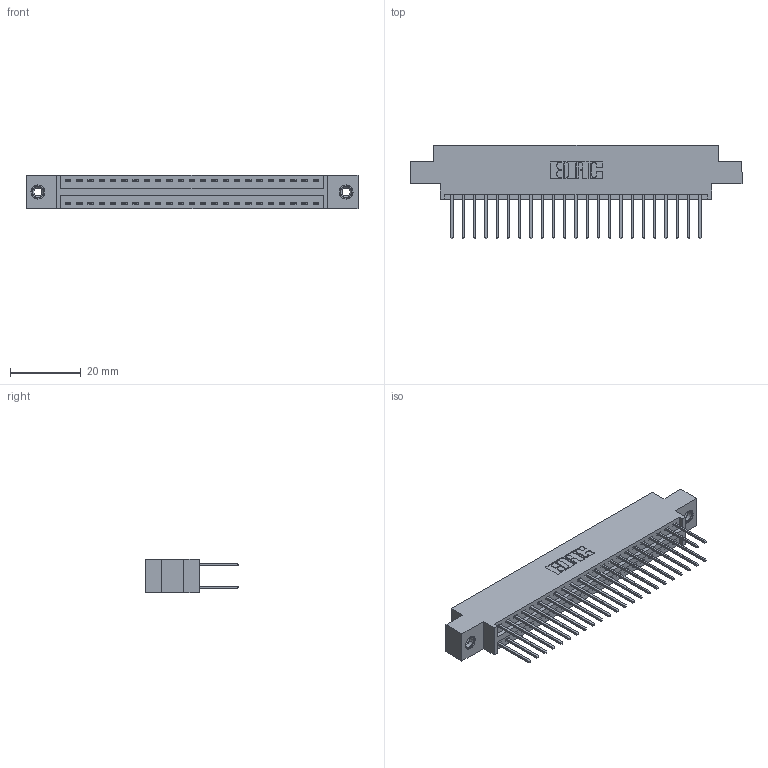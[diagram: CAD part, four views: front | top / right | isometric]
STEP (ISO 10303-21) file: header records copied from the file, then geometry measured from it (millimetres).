
FILE_DESCRIPTION (( 'STEP AP203' ), '1' );
FILE_NAME ('346-046-522-808.STEP', '2022-05-20T19:47:20', ( '' ), ( '' ), 'SwSTEP 2.0', 'SolidWorks 2020', '' );
FILE_SCHEMA (( 'CONFIG_CONTROL_DESIGN' ));
Length unit declared in the file: inch
Products named in the file (4): 346 Part_0.170 Offset - 0.156 Dia-TI; 345-292-001_345-293-122; 346-046-522-808; 345-250-001_345-250-003-102
Assembly tree (49 placements, depth 2):
  346-046-522-808
    346 Part_0.170 Offset - 0.156 Dia-TI
    345-292-001_345-293-122  x46
    345-250-001_345-250-003-102  x2
Bounding box: 93.6 x 26.42 x 9.4 mm (x, y, z)
Volume: 8936.2 mm3; surface area: 12730.9 mm2
Topology: 49 solids, 49 shells, 2578 faces, 7607 edges, 5002 vertices
Faces by surface type: plane 1722, cylinder 840, cone 12, torus 4
Entity records: 18904 total; most frequent: CARTESIAN_POINT 3127, ORIENTED_EDGE 3054, DIRECTION 2833, EDGE_CURVE 1527, LINE 1283, VECTOR 1283, VERTEX_POINT 1012, AXIS2_PLACEMENT_3D 775
